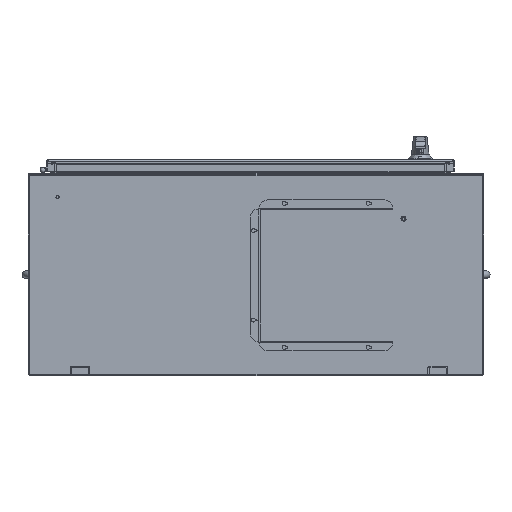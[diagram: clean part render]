
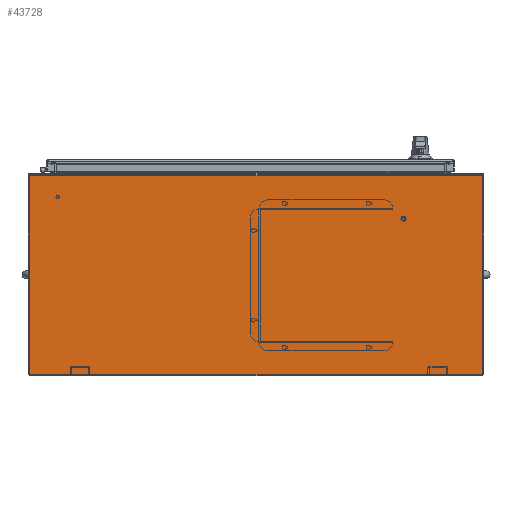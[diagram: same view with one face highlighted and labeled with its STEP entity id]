
A CAD part, front view. The second image highlights one B-rep face of the part: STEP entity #43728.
In plain terms, the highlighted face is planar.
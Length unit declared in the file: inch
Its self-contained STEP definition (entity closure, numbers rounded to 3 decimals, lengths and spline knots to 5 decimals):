
#486 = CARTESIAN_POINT ( 'NONE',  ( 0., 0., -0.125 ) ) ;
#3287 = VERTEX_POINT ( 'NONE', #27224 ) ;
#5204 = DIRECTION ( 'NONE',  ( 0., 0., 1. ) ) ;
#7335 = ORIENTED_EDGE ( 'NONE', *, *, #10750, .F. ) ;
#10750 = EDGE_CURVE ( 'NONE', #18510, #42771, #62329, .T. ) ;
#11723 = CARTESIAN_POINT ( 'NONE',  ( 40.5, 0., -0.125 ) ) ;
#11978 = LINE ( 'NONE', #21652, #39314 ) ;
#15582 = LINE ( 'NONE', #53241, #55635 ) ;
#15624 = AXIS2_PLACEMENT_3D ( 'NONE', #486, #5204, #45577 ) ;
#16649 = DIRECTION ( 'NONE',  ( 1., 0., 0. ) ) ;
#18510 = VERTEX_POINT ( 'NONE', #11723 ) ;
#21652 = CARTESIAN_POINT ( 'NONE',  ( 0., 0., -0.125 ) ) ;
#27224 = CARTESIAN_POINT ( 'NONE',  ( 0., -17.815, -0.125 ) ) ;
#28516 = EDGE_LOOP ( 'NONE', ( #34133, #60261, #7335, #40559 ) ) ;
#29409 = DIRECTION ( 'NONE',  ( -1., 0., 0. ) ) ;
#29555 = VECTOR ( 'NONE', #29409, 39.37008 ) ;
#34133 = ORIENTED_EDGE ( 'NONE', *, *, #53734, .F. ) ;
#35505 = CARTESIAN_POINT ( 'NONE',  ( 40.5, -17.815, -0.125 ) ) ;
#37537 = CARTESIAN_POINT ( 'NONE',  ( 0., -17.815, -0.125 ) ) ;
#38387 = VECTOR ( 'NONE', #16649, 39.37008 ) ;
#38964 = EDGE_CURVE ( 'NONE', #42771, #3287, #11978, .T. ) ;
#39314 = VECTOR ( 'NONE', #52599, 39.37008 ) ;
#40559 = ORIENTED_EDGE ( 'NONE', *, *, #42273, .F. ) ;
#42273 = EDGE_CURVE ( 'NONE', #46946, #18510, #15582, .T. ) ;
#42771 = VERTEX_POINT ( 'NONE', #50978 ) ;
#43728 = ADVANCED_FACE ( 'NONE', ( #63421 ), #65445, .F. ) ;
#45315 = CARTESIAN_POINT ( 'NONE',  ( 0., 0., -0.125 ) ) ;
#45577 = DIRECTION ( 'NONE',  ( 0., -1., 0. ) ) ;
#46946 = VERTEX_POINT ( 'NONE', #35505 ) ;
#50978 = CARTESIAN_POINT ( 'NONE',  ( 0., 0., -0.125 ) ) ;
#52599 = DIRECTION ( 'NONE',  ( 0., -1., 0. ) ) ;
#53017 = DIRECTION ( 'NONE',  ( 0., 1., 0. ) ) ;
#53241 = CARTESIAN_POINT ( 'NONE',  ( 40.5, 0., -0.125 ) ) ;
#53734 = EDGE_CURVE ( 'NONE', #3287, #46946, #59938, .T. ) ;
#55635 = VECTOR ( 'NONE', #53017, 39.37008 ) ;
#59938 = LINE ( 'NONE', #37537, #38387 ) ;
#60261 = ORIENTED_EDGE ( 'NONE', *, *, #38964, .F. ) ;
#62329 = LINE ( 'NONE', #45315, #29555 ) ;
#63421 = FACE_OUTER_BOUND ( 'NONE', #28516, .T. ) ;
#65445 = PLANE ( 'NONE',  #15624 ) ;
